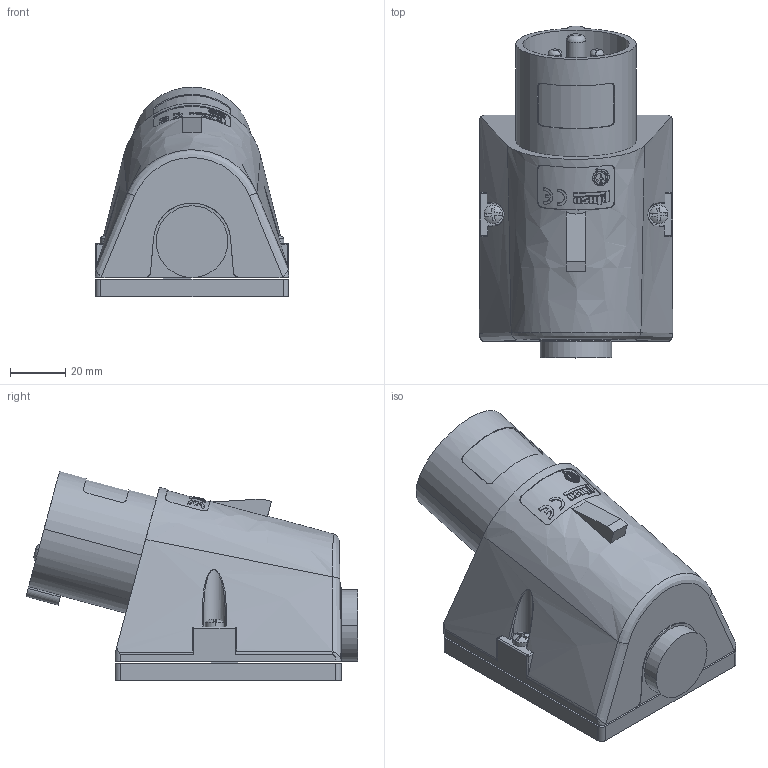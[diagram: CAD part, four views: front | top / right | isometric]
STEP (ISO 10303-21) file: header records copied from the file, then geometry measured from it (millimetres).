
FILE_DESCRIPTION(('Creo Elements/Direct Modeling STEP Export'),'2;1');
FILE_NAME('0ln7uvk4aomt8gv4740','2017-05-17T13:53:04',(''),(''),'PTC Creo Elements/Direct Modeling STEP processor for AP214 (Solid Model)','PTC Creo Elements/Direct Modeling 19.0E 27-Jun-2016 (C) Parametric Technology GmbH','');
FILE_SCHEMA(('AUTOMOTIVE_DESIGN { 1 0 10303 214 1 1 1 1 }'));
Products named in the file (1): PE_1663_SM
Bounding box: 70 x 120.27 x 75.98 mm (x, y, z)
Volume: 248744.2 mm3; surface area: 55760.4 mm2
Topology: 1 solids, 4 shells, 1394 faces, 3875 edges, 2577 vertices
Faces by surface type: plane 1127, cylinder 167, extrusion 48, torus 24, bspline 18, cone 6, sphere 4
Entity records: 70215 total; most frequent: CARTESIAN_POINT 25976, ORIENTED_EDGE 7742, DIRECTION 6349, EDGE_CURVE 3871, VECTOR 3243, LINE 3197, VERTEX_POINT 2577, AXIS2_PLACEMENT_3D 1553
